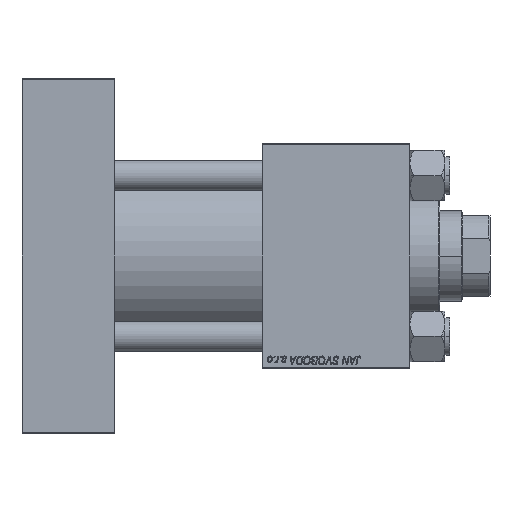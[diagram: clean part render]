
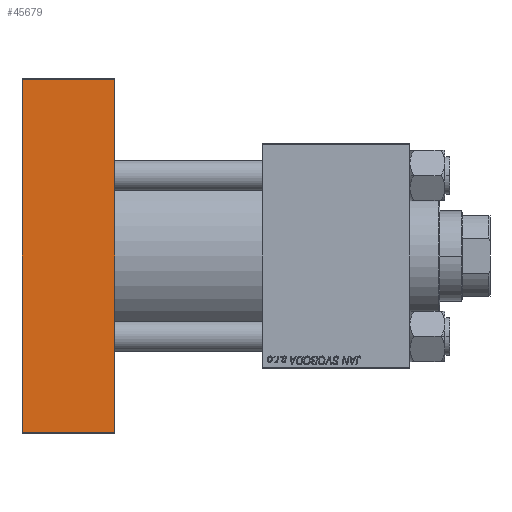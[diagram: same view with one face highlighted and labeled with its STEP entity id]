
A CAD part, front view. The second image highlights one B-rep face of the part: STEP entity #45679.
In plain terms, the highlighted planar face has unit normal (0, -1, 0).
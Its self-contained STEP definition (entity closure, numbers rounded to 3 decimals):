
#897 = VERTEX_POINT ( 'NONE', #12082 ) ;
#2914 = VERTEX_POINT ( 'NONE', #17223 ) ;
#6602 = VECTOR ( 'NONE', #47838, 1000. ) ;
#7741 = FACE_OUTER_BOUND ( 'NONE', #15793, .T. ) ;
#8603 = CARTESIAN_POINT ( 'NONE',  ( 37., -45., -70.5 ) ) ;
#9698 = ORIENTED_EDGE ( 'NONE', *, *, #26465, .T. ) ;
#12082 = CARTESIAN_POINT ( 'NONE',  ( 0., -45., 70.5 ) ) ;
#12292 = ORIENTED_EDGE ( 'NONE', *, *, #37829, .T. ) ;
#14845 = DIRECTION ( 'NONE',  ( 0., 0., -1. ) ) ;
#15597 = LINE ( 'NONE', #38638, #19520 ) ;
#15793 = EDGE_LOOP ( 'NONE', ( #9698, #12292, #17791, #17461 ) ) ;
#17223 = CARTESIAN_POINT ( 'NONE',  ( 0., -45., -70.5 ) ) ;
#17461 = ORIENTED_EDGE ( 'NONE', *, *, #47806, .T. ) ;
#17791 = ORIENTED_EDGE ( 'NONE', *, *, #25920, .F. ) ;
#19417 = DIRECTION ( 'NONE',  ( 0., 1., 0. ) ) ;
#19520 = VECTOR ( 'NONE', #14845, 1000. ) ;
#20467 = CARTESIAN_POINT ( 'NONE',  ( 0., -45., 71. ) ) ;
#20834 = VERTEX_POINT ( 'NONE', #43437 ) ;
#23202 = CARTESIAN_POINT ( 'NONE',  ( 37., -45., 71. ) ) ;
#24563 = LINE ( 'NONE', #8603, #35160 ) ;
#25920 = EDGE_CURVE ( 'NONE', #32120, #20834, #15597, .T. ) ;
#26465 = EDGE_CURVE ( 'NONE', #897, #2914, #48089, .T. ) ;
#29803 = DIRECTION ( 'NONE',  ( 0., 0., 1. ) ) ;
#31591 = DIRECTION ( 'NONE',  ( -1., 0., 0. ) ) ;
#32120 = VERTEX_POINT ( 'NONE', #32512 ) ;
#32512 = CARTESIAN_POINT ( 'NONE',  ( 37., -45., 70.5 ) ) ;
#34702 = VECTOR ( 'NONE', #31591, 1000. ) ;
#35143 = CARTESIAN_POINT ( 'NONE',  ( 37., -45., 70.5 ) ) ;
#35160 = VECTOR ( 'NONE', #43326, 1000. ) ;
#37829 = EDGE_CURVE ( 'NONE', #2914, #20834, #24563, .T. ) ;
#37875 = AXIS2_PLACEMENT_3D ( 'NONE', #23202, #19417, #29803 ) ;
#38638 = CARTESIAN_POINT ( 'NONE',  ( 37., -45., 71. ) ) ;
#42256 = LINE ( 'NONE', #35143, #34702 ) ;
#43326 = DIRECTION ( 'NONE',  ( 1., 0., 0. ) ) ;
#43437 = CARTESIAN_POINT ( 'NONE',  ( 37., -45., -70.5 ) ) ;
#45679 = ADVANCED_FACE ( 'NONE', ( #7741 ), #49342, .F. ) ;
#47806 = EDGE_CURVE ( 'NONE', #32120, #897, #42256, .T. ) ;
#47838 = DIRECTION ( 'NONE',  ( 0., 0., -1. ) ) ;
#48089 = LINE ( 'NONE', #20467, #6602 ) ;
#49342 = PLANE ( 'NONE',  #37875 ) ;
